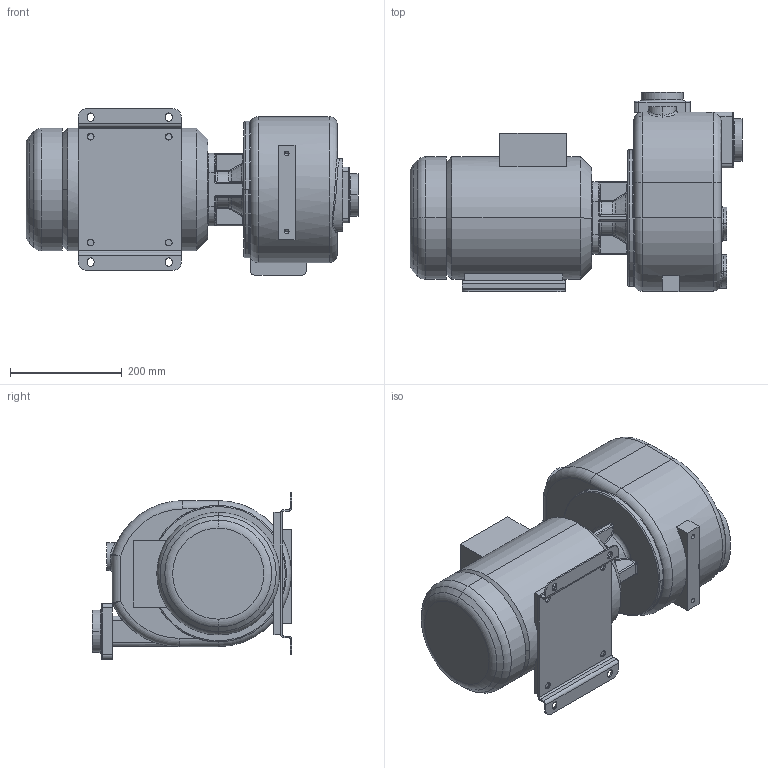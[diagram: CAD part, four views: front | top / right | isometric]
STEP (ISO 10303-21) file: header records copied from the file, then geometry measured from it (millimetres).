
FILE_DESCRIPTION((''),'2;1');
FILE_NAME('S_63_T','2012-02-29T',('Amenduni'),(''),'PRO/ENGINEER BY PARAMETRIC TECHNOLOGY CORPORATION, 2011370','PRO/ENGINEER BY PARAMETRIC TECHNOLOGY CORPORATION, 2011370','');
FILE_SCHEMA(('CONFIG_CONTROL_DESIGN'));
Length unit declared in the file: millimetre
Products named in the file (1): S_63_T
Bounding box: 595.5 x 358 x 298.5 mm (x, y, z)
Volume: 26146083.3 mm3; surface area: 784383 mm2
Topology: 1 solids, 1 shells, 377 faces, 878 edges, 519 vertices
Faces by surface type: cylinder 141, plane 108, torus 62, bspline 44, cone 18, extrusion 4
Entity records: 15656 total; most frequent: CARTESIAN_POINT 7125, DIRECTION 1834, ORIENTED_EDGE 1748, EDGE_CURVE 874, AXIS2_PLACEMENT_3D 730, VERTEX_POINT 519, EDGE_LOOP 409, CIRCLE 397
